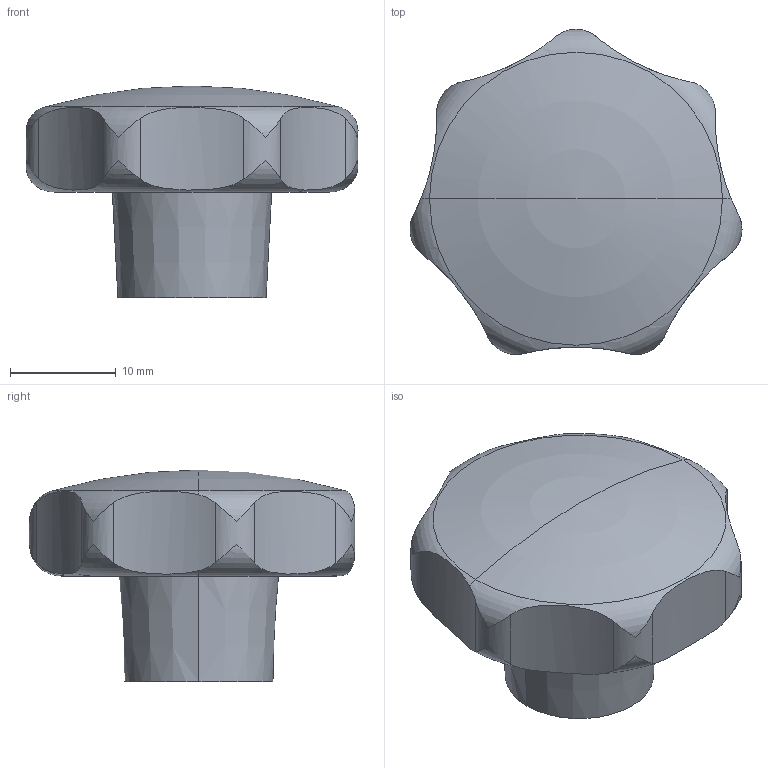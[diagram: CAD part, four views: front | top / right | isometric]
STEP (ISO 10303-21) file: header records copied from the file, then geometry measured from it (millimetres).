
FILE_DESCRIPTION(('STEP AP214'),'1');
FILE_NAME('HALDERN_EH_24670_1232.stp','2017-08-10T07:43:33',('TraceParts'),('TraceParts S.A.'),'Spatial InterOp 3D',' ',' ');
FILE_SCHEMA(('automotive_design'));
Length unit declared in the file: millimetre
Products named in the file (1): HALDERN_EH_24670_1232
Bounding box: 31.35 x 30.71 x 20 mm (x, y, z)
Volume: 7431.4 mm3; surface area: 2747.1 mm2
Topology: 1 solids, 1 shells, 31 faces, 95 edges, 64 vertices
Faces by surface type: cylinder 17, cone 6, torus 4, sphere 2, plane 2
Entity records: 1677 total; most frequent: CARTESIAN_POINT 637, ORIENTED_EDGE 182, DIRECTION 131, EDGE_CURVE 91, VERTEX_POINT 64, AXIS2_PLACEMENT_3D 54, B_SPLINE_CURVE_WITH_KNOTS 46, EDGE_LOOP 33
